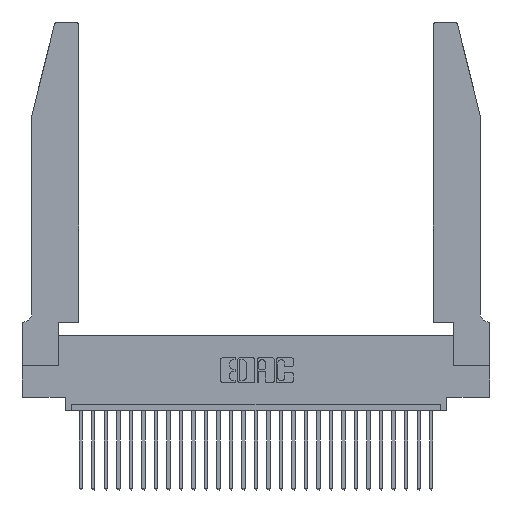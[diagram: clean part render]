
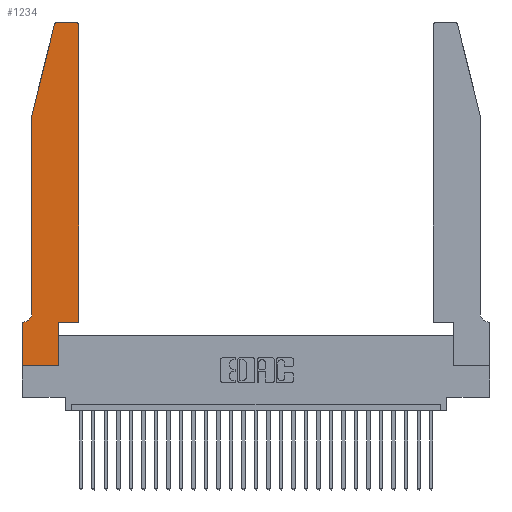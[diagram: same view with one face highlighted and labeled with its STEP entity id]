
A CAD part, top view. The second image highlights one B-rep face of the part: STEP entity #1234.
In plain terms, the highlighted planar face has unit normal (0, 0, 1).
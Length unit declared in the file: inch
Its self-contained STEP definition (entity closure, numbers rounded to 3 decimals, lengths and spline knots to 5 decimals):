
#111 = CIRCLE ( 'NONE', #3058, 0.03 ) ;
#264 = ORIENTED_EDGE ( 'NONE', *, *, #26179, .T. ) ;
#828 = VERTEX_POINT ( 'NONE', #10053 ) ;
#937 = AXIS2_PLACEMENT_3D ( 'NONE', #15470, #10866, #26209 ) ;
#1234 = ADVANCED_FACE ( 'NONE', ( #23139 ), #8407, .T. ) ;
#1524 = VECTOR ( 'NONE', #17656, 39.37008 ) ;
#2662 = CARTESIAN_POINT ( 'NONE',  ( 0.25487, 2.72718, 0.37 ) ) ;
#2706 = CARTESIAN_POINT ( 'NONE',  ( 0.0055, 0.42, 0.37 ) ) ;
#2957 = CARTESIAN_POINT ( 'NONE',  ( 0.4505, 0.35, 0.37 ) ) ;
#3058 = AXIS2_PLACEMENT_3D ( 'NONE', #23540, #3644, #9970 ) ;
#3247 = LINE ( 'NONE', #20798, #21845 ) ;
#3577 = VECTOR ( 'NONE', #5296, 39.37008 ) ;
#3644 = DIRECTION ( 'NONE',  ( 0., 0., 1. ) ) ;
#3964 = VERTEX_POINT ( 'NONE', #21049 ) ;
#4045 = CARTESIAN_POINT ( 'NONE',  ( 0., 0.35, 0.37 ) ) ;
#4515 = VERTEX_POINT ( 'NONE', #14180 ) ;
#4834 = EDGE_CURVE ( 'NONE', #22299, #19666, #9837, .T. ) ;
#5296 = DIRECTION ( 'NONE',  ( 0., 1., 0. ) ) ;
#5561 = EDGE_CURVE ( 'NONE', #15241, #8848, #7381, .T. ) ;
#5742 = ORIENTED_EDGE ( 'NONE', *, *, #24079, .T. ) ;
#5815 = CARTESIAN_POINT ( 'NONE',  ( 0.0755, 2., 0.37 ) ) ;
#6510 = EDGE_CURVE ( 'NONE', #24768, #3964, #7050, .T. ) ;
#6759 = EDGE_CURVE ( 'NONE', #8848, #22299, #111, .T. ) ;
#7050 = CIRCLE ( 'NONE', #24261, 0.07 ) ;
#7051 = DIRECTION ( 'NONE',  ( 1., 0., 0. ) ) ;
#7381 = LINE ( 'NONE', #13313, #1524 ) ;
#7522 = LINE ( 'NONE', #18164, #15444 ) ;
#7701 = LINE ( 'NONE', #16321, #3577 ) ;
#7956 = ORIENTED_EDGE ( 'NONE', *, *, #24126, .T. ) ;
#8297 = EDGE_CURVE ( 'NONE', #19666, #24768, #16906, .T. ) ;
#8407 = PLANE ( 'NONE',  #10541 ) ;
#8848 = VERTEX_POINT ( 'NONE', #11305 ) ;
#9159 = VECTOR ( 'NONE', #21304, 39.37008 ) ;
#9420 = DIRECTION ( 'NONE',  ( 0., 0., -1. ) ) ;
#9498 = DIRECTION ( 'NONE',  ( 1., 0., 0. ) ) ;
#9837 = LINE ( 'NONE', #5815, #9159 ) ;
#9970 = DIRECTION ( 'NONE',  ( 1., 0., 0. ) ) ;
#10022 = CARTESIAN_POINT ( 'NONE',  ( 0.0755, 2., 0.37 ) ) ;
#10053 = CARTESIAN_POINT ( 'NONE',  ( 0., 0., 0.37 ) ) ;
#10063 = VERTEX_POINT ( 'NONE', #14125 ) ;
#10306 = ORIENTED_EDGE ( 'NONE', *, *, #6759, .T. ) ;
#10541 = AXIS2_PLACEMENT_3D ( 'NONE', #24068, #17310, #21930 ) ;
#10589 = CARTESIAN_POINT ( 'NONE',  ( 0.0755, 0.35, 0.37 ) ) ;
#10866 = DIRECTION ( 'NONE',  ( 0., 0., 1. ) ) ;
#10951 = LINE ( 'NONE', #2957, #18831 ) ;
#11305 = CARTESIAN_POINT ( 'NONE',  ( 0.284, 2.75, 0.37 ) ) ;
#11464 = ORIENTED_EDGE ( 'NONE', *, *, #20943, .T. ) ;
#11661 = DIRECTION ( 'NONE',  ( 0., -1., 0. ) ) ;
#13313 = CARTESIAN_POINT ( 'NONE',  ( 0.2605, 2.75, 0.37 ) ) ;
#13366 = EDGE_CURVE ( 'NONE', #25532, #4515, #10951, .T. ) ;
#13450 = LINE ( 'NONE', #10589, #28471 ) ;
#13621 = CIRCLE ( 'NONE', #937, 0.03 ) ;
#13880 = CARTESIAN_POINT ( 'NONE',  ( 0.0755, 0.42, 0.37 ) ) ;
#14125 = CARTESIAN_POINT ( 'NONE',  ( 0.4505, 2.72, 0.37 ) ) ;
#14180 = CARTESIAN_POINT ( 'NONE',  ( 0.4505, 0.35, 0.37 ) ) ;
#14496 = CARTESIAN_POINT ( 'NONE',  ( 0.2865, 0., 0.37 ) ) ;
#14680 = DIRECTION ( 'NONE',  ( 0., -1., 0. ) ) ;
#15241 = VERTEX_POINT ( 'NONE', #15617 ) ;
#15365 = EDGE_CURVE ( 'NONE', #828, #22584, #17040, .T. ) ;
#15444 = VECTOR ( 'NONE', #11661, 39.37008 ) ;
#15470 = CARTESIAN_POINT ( 'NONE',  ( 0.4205, 2.72, 0.37 ) ) ;
#15617 = CARTESIAN_POINT ( 'NONE',  ( 0.4205, 2.75, 0.37 ) ) ;
#16017 = EDGE_CURVE ( 'NONE', #10063, #15241, #13621, .T. ) ;
#16176 = VECTOR ( 'NONE', #14680, 39.37008 ) ;
#16321 = CARTESIAN_POINT ( 'NONE',  ( 0.4505, 0.35, 0.37 ) ) ;
#16906 = LINE ( 'NONE', #10022, #16176 ) ;
#17040 = LINE ( 'NONE', #26727, #26981 ) ;
#17310 = DIRECTION ( 'NONE',  ( 0., 0., 1. ) ) ;
#17656 = DIRECTION ( 'NONE',  ( -1., 0., 0. ) ) ;
#18164 = CARTESIAN_POINT ( 'NONE',  ( 0., 0., 0.37 ) ) ;
#18237 = CARTESIAN_POINT ( 'NONE',  ( 0.0755, 2., 0.37 ) ) ;
#18831 = VECTOR ( 'NONE', #9498, 39.37008 ) ;
#19666 = VERTEX_POINT ( 'NONE', #18237 ) ;
#20798 = CARTESIAN_POINT ( 'NONE',  ( 0.2865, 0.35, 0.37 ) ) ;
#20943 = EDGE_CURVE ( 'NONE', #22584, #25532, #3247, .T. ) ;
#21049 = CARTESIAN_POINT ( 'NONE',  ( 0.0055, 0.35, 0.37 ) ) ;
#21304 = DIRECTION ( 'NONE',  ( -0.239, -0.971, 0. ) ) ;
#21414 = ORIENTED_EDGE ( 'NONE', *, *, #15365, .T. ) ;
#21818 = ORIENTED_EDGE ( 'NONE', *, *, #4834, .T. ) ;
#21845 = VECTOR ( 'NONE', #23101, 39.37008 ) ;
#21930 = DIRECTION ( 'NONE',  ( 1., 0., 0. ) ) ;
#22299 = VERTEX_POINT ( 'NONE', #2662 ) ;
#22584 = VERTEX_POINT ( 'NONE', #14496 ) ;
#23101 = DIRECTION ( 'NONE',  ( 0., 1., 0. ) ) ;
#23139 = FACE_OUTER_BOUND ( 'NONE', #25033, .T. ) ;
#23540 = CARTESIAN_POINT ( 'NONE',  ( 0.284, 2.72, 0.37 ) ) ;
#23663 = DIRECTION ( 'NONE',  ( -1., 0., 0. ) ) ;
#24068 = CARTESIAN_POINT ( 'NONE',  ( 0., 0.35, 0.37 ) ) ;
#24079 = EDGE_CURVE ( 'NONE', #3964, #25000, #13450, .T. ) ;
#24126 = EDGE_CURVE ( 'NONE', #25000, #828, #7522, .T. ) ;
#24261 = AXIS2_PLACEMENT_3D ( 'NONE', #2706, #9420, #26801 ) ;
#24359 = CARTESIAN_POINT ( 'NONE',  ( 0.2865, 0.35, 0.37 ) ) ;
#24526 = ORIENTED_EDGE ( 'NONE', *, *, #16017, .T. ) ;
#24768 = VERTEX_POINT ( 'NONE', #13880 ) ;
#24892 = ORIENTED_EDGE ( 'NONE', *, *, #8297, .T. ) ;
#25000 = VERTEX_POINT ( 'NONE', #4045 ) ;
#25033 = EDGE_LOOP ( 'NONE', ( #26899, #10306, #21818, #24892, #25765, #5742, #7956, #21414, #11464, #27350, #264, #24526 ) ) ;
#25532 = VERTEX_POINT ( 'NONE', #24359 ) ;
#25765 = ORIENTED_EDGE ( 'NONE', *, *, #6510, .T. ) ;
#26179 = EDGE_CURVE ( 'NONE', #4515, #10063, #7701, .T. ) ;
#26209 = DIRECTION ( 'NONE',  ( 1., 0., 0. ) ) ;
#26727 = CARTESIAN_POINT ( 'NONE',  ( 0., 0., 0.37 ) ) ;
#26801 = DIRECTION ( 'NONE',  ( -1., 0., 0. ) ) ;
#26899 = ORIENTED_EDGE ( 'NONE', *, *, #5561, .T. ) ;
#26981 = VECTOR ( 'NONE', #7051, 39.37008 ) ;
#27350 = ORIENTED_EDGE ( 'NONE', *, *, #13366, .T. ) ;
#28471 = VECTOR ( 'NONE', #23663, 39.37008 ) ;
